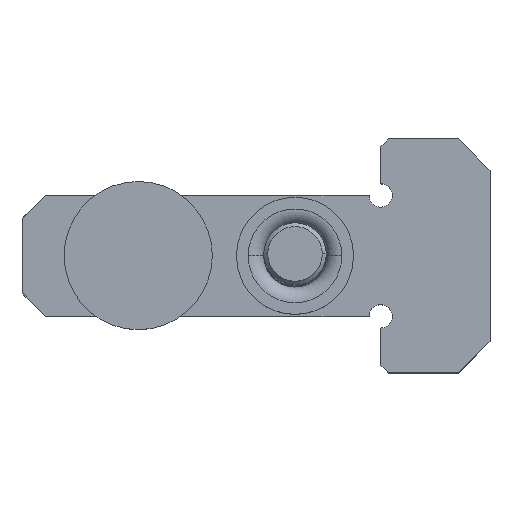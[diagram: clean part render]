
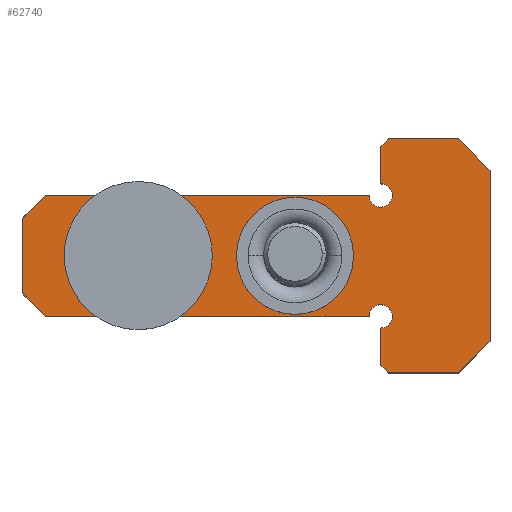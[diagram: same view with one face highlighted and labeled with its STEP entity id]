
A CAD part, top view. The second image highlights one B-rep face of the part: STEP entity #62740.
In plain terms, the highlighted planar face has unit normal (0, 0, 1).
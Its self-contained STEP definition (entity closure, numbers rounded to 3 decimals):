
#61070=CARTESIAN_POINT('',(0.,0.,18.));
#61080=DIRECTION('',(0.,0.,1.));
#61090=DIRECTION('',(1.,0.,0.));
#61100=AXIS2_PLACEMENT_3D('',#61070,#61080,#61090);
#61110=PLANE('',#61100);
#61120=CARTESIAN_POINT('',(35.,20.,18.));
#61130=DIRECTION('',(0.,0.,1.));
#61140=DIRECTION('',(1.,0.,0.));
#61150=AXIS2_PLACEMENT_3D('',#61120,#61130,#61140);
#61160=CIRCLE('',#61150,3.);
#61170=CARTESIAN_POINT('',(38.,20.,18.));
#61180=VERTEX_POINT('',#61170);
#61190=CARTESIAN_POINT('',(32.,20.,18.));
#61200=VERTEX_POINT('',#61190);
#61210=EDGE_CURVE('',#61180,#61200,#61160,.T.);
#61220=ORIENTED_EDGE('',*,*,#61210,.F.);
#61230=EDGE_CURVE('',#61200,#61180,#61160,.T.);
#61240=ORIENTED_EDGE('',*,*,#61230,.F.);
#61250=EDGE_LOOP('',(#61240,#61220));
#61260=FACE_BOUND('',#61250,.T.);
#61270=CARTESIAN_POINT('',(55.,20.,18.));
#61280=DIRECTION('',(0.,0.,1.));
#61290=DIRECTION('',(1.,0.,0.));
#61300=AXIS2_PLACEMENT_3D('',#61270,#61280,#61290);
#61310=CIRCLE('',#61300,6.);
#61320=CARTESIAN_POINT('',(61.,20.,18.));
#61330=VERTEX_POINT('',#61320);
#61340=CARTESIAN_POINT('',(49.,20.,18.));
#61350=VERTEX_POINT('',#61340);
#61360=EDGE_CURVE('',#61330,#61350,#61310,.T.);
#61370=ORIENTED_EDGE('',*,*,#61360,.F.);
#61380=EDGE_CURVE('',#61350,#61330,#61310,.T.);
#61390=ORIENTED_EDGE('',*,*,#61380,.F.);
#61400=EDGE_LOOP('',(#61390,#61370));
#61410=FACE_BOUND('',#61400,.T.);
#61420=CARTESIAN_POINT('',(66.,0.,18.));
#61430=DIRECTION('',(0.,-1.,0.));
#61440=VECTOR('',#61430,1.);
#61450=LINE('',#61420,#61440);
#61460=CARTESIAN_POINT('',(66.,10.75,18.));
#61470=VERTEX_POINT('',#61460);
#61480=CARTESIAN_POINT('',(66.,6.,18.));
#61490=VERTEX_POINT('',#61480);
#61500=EDGE_CURVE('',#61470,#61490,#61450,.T.);
#61510=ORIENTED_EDGE('',*,*,#61500,.T.);
#61520=CARTESIAN_POINT('',(66.,12.25,18.));
#61530=DIRECTION('',(0.,0.,1.));
#61540=DIRECTION('',(1.,0.,0.));
#61550=AXIS2_PLACEMENT_3D('',#61520,#61530,#61540);
#61560=CIRCLE('',#61550,1.5);
#61570=CARTESIAN_POINT('',(64.5,12.25,18.));
#61580=VERTEX_POINT('',#61570);
#61590=EDGE_CURVE('',#61470,#61580,#61560,.T.);
#61600=ORIENTED_EDGE('',*,*,#61590,.F.);
#61610=CARTESIAN_POINT('',(0.,12.25,18.));
#61620=DIRECTION('',(-1.,0.,0.));
#61630=VECTOR('',#61620,1.);
#61640=LINE('',#61610,#61630);
#61650=CARTESIAN_POINT('',(23.,12.25,18.));
#61660=VERTEX_POINT('',#61650);
#61670=EDGE_CURVE('',#61580,#61660,#61640,.T.);
#61680=ORIENTED_EDGE('',*,*,#61670,.F.);
#61690=CARTESIAN_POINT('',(35.25,0.,18.));
#61700=DIRECTION('',(-0.707,0.707,0.));
#61710=VECTOR('',#61700,1.);
#61720=LINE('',#61690,#61710);
#61730=CARTESIAN_POINT('',(20.,15.25,18.));
#61740=VERTEX_POINT('',#61730);
#61750=EDGE_CURVE('',#61660,#61740,#61720,.T.);
#61760=ORIENTED_EDGE('',*,*,#61750,.F.);
#61770=CARTESIAN_POINT('',(20.,0.,18.));
#61780=DIRECTION('',(0.,1.,0.));
#61790=VECTOR('',#61780,1.);
#61800=LINE('',#61770,#61790);
#61810=CARTESIAN_POINT('',(20.,24.75,18.));
#61820=VERTEX_POINT('',#61810);
#61830=EDGE_CURVE('',#61740,#61820,#61800,.T.);
#61840=ORIENTED_EDGE('',*,*,#61830,.F.);
#61850=CARTESIAN_POINT('',(-4.75,0.,18.));
#61860=DIRECTION('',(0.707,0.707,0.));
#61870=VECTOR('',#61860,1.);
#61880=LINE('',#61850,#61870);
#61890=CARTESIAN_POINT('',(23.,27.75,18.));
#61900=VERTEX_POINT('',#61890);
#61910=EDGE_CURVE('',#61820,#61900,#61880,.T.);
#61920=ORIENTED_EDGE('',*,*,#61910,.F.);
#61930=CARTESIAN_POINT('',(0.,27.75,18.));
#61940=DIRECTION('',(1.,0.,0.));
#61950=VECTOR('',#61940,1.);
#61960=LINE('',#61930,#61950);
#61970=CARTESIAN_POINT('',(64.5,27.75,18.));
#61980=VERTEX_POINT('',#61970);
#61990=EDGE_CURVE('',#61900,#61980,#61960,.T.);
#62000=ORIENTED_EDGE('',*,*,#61990,.F.);
#62010=CARTESIAN_POINT('',(66.,27.75,18.));
#62020=DIRECTION('',(0.,0.,1.));
#62030=DIRECTION('',(1.,0.,0.));
#62040=AXIS2_PLACEMENT_3D('',#62010,#62020,#62030);
#62050=CIRCLE('',#62040,1.5);
#62060=CARTESIAN_POINT('',(66.,29.25,18.));
#62070=VERTEX_POINT('',#62060);
#62080=EDGE_CURVE('',#61980,#62070,#62050,.T.);
#62090=ORIENTED_EDGE('',*,*,#62080,.F.);
#62100=CARTESIAN_POINT('',(66.,0.,18.));
#62110=DIRECTION('',(0.,1.,0.));
#62120=VECTOR('',#62110,1.);
#62130=LINE('',#62100,#62120);
#62140=CARTESIAN_POINT('',(66.,34.,18.));
#62150=VERTEX_POINT('',#62140);
#62160=EDGE_CURVE('',#62070,#62150,#62130,.T.);
#62170=ORIENTED_EDGE('',*,*,#62160,.F.);
#62180=CARTESIAN_POINT('',(32.,0.,18.));
#62190=DIRECTION('',(-0.707,-0.707,0.));
#62200=VECTOR('',#62190,1.);
#62210=LINE('',#62180,#62200);
#62220=CARTESIAN_POINT('',(67.,35.,18.));
#62230=VERTEX_POINT('',#62220);
#62240=EDGE_CURVE('',#62230,#62150,#62210,.T.);
#62250=ORIENTED_EDGE('',*,*,#62240,.T.);
#62260=CARTESIAN_POINT('',(0.,35.,18.));
#62270=DIRECTION('',(-1.,0.,0.));
#62280=VECTOR('',#62270,1.);
#62290=LINE('',#62260,#62280);
#62300=CARTESIAN_POINT('',(76.,35.,18.));
#62310=VERTEX_POINT('',#62300);
#62320=EDGE_CURVE('',#62310,#62230,#62290,.T.);
#62330=ORIENTED_EDGE('',*,*,#62320,.T.);
#62340=CARTESIAN_POINT('',(111.,0.,18.));
#62350=DIRECTION('',(-0.707,0.707,0.));
#62360=VECTOR('',#62350,1.);
#62370=LINE('',#62340,#62360);
#62380=CARTESIAN_POINT('',(80.,31.,18.));
#62390=VERTEX_POINT('',#62380);
#62400=EDGE_CURVE('',#62390,#62310,#62370,.T.);
#62410=ORIENTED_EDGE('',*,*,#62400,.T.);
#62420=CARTESIAN_POINT('',(80.,0.,18.));
#62430=DIRECTION('',(0.,1.,0.));
#62440=VECTOR('',#62430,1.);
#62450=LINE('',#62420,#62440);
#62460=CARTESIAN_POINT('',(80.,9.,18.));
#62470=VERTEX_POINT('',#62460);
#62480=EDGE_CURVE('',#62470,#62390,#62450,.T.);
#62490=ORIENTED_EDGE('',*,*,#62480,.T.);
#62500=CARTESIAN_POINT('',(71.,0.,18.));
#62510=DIRECTION('',(0.707,0.707,0.));
#62520=VECTOR('',#62510,1.);
#62530=LINE('',#62500,#62520);
#62540=CARTESIAN_POINT('',(76.,5.,18.));
#62550=VERTEX_POINT('',#62540);
#62560=EDGE_CURVE('',#62550,#62470,#62530,.T.);
#62570=ORIENTED_EDGE('',*,*,#62560,.T.);
#62580=CARTESIAN_POINT('',(0.,5.,18.));
#62590=DIRECTION('',(1.,0.,0.));
#62600=VECTOR('',#62590,1.);
#62610=LINE('',#62580,#62600);
#62620=CARTESIAN_POINT('',(67.,5.,18.));
#62630=VERTEX_POINT('',#62620);
#62640=EDGE_CURVE('',#62630,#62550,#62610,.T.);
#62650=ORIENTED_EDGE('',*,*,#62640,.T.);
#62660=CARTESIAN_POINT('',(72.,0.,18.));
#62670=DIRECTION('',(-0.707,0.707,0.));
#62680=VECTOR('',#62670,1.);
#62690=LINE('',#62660,#62680);
#62700=EDGE_CURVE('',#62630,#61490,#62690,.T.);
#62710=ORIENTED_EDGE('',*,*,#62700,.F.);
#62720=EDGE_LOOP('',(#62710,#62650,#62570,#62490,#62410,#62330,#62250,
#62170,#62090,#62000,#61920,#61840,#61760,#61680,#61600,#61510));
#62730=FACE_OUTER_BOUND('',#62720,.T.);
#62740=ADVANCED_FACE('',(#61260,#61410,#62730),#61110,.T.);
